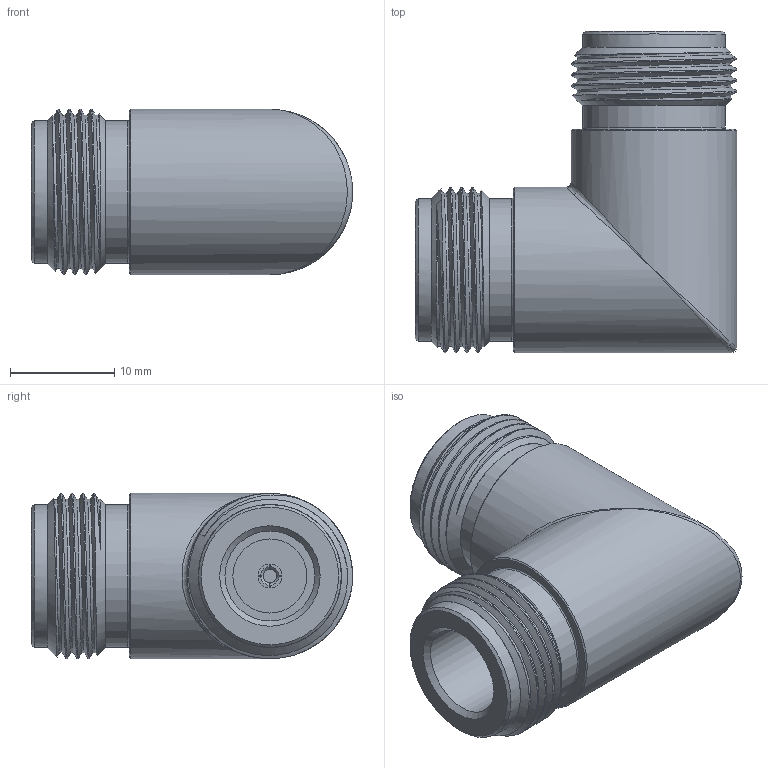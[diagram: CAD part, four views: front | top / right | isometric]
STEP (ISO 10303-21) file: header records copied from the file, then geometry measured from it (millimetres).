
FILE_DESCRIPTION (( 'STEP AP203' ), '1' );
FILE_NAME ('PE9359_3D.step', '2020-07-23T14:37:34', ( '' ), ( '' ), 'SwSTEP 2.0', 'SolidWorks 2018', '' );
FILE_SCHEMA (( 'CONFIG_CONTROL_DESIGN' ));
Length unit declared in the file: inch
Products named in the file (1): PE9359_3D
Bounding box: 30.84 x 30.84 x 15.88 mm (x, y, z)
Volume: 7263.2 mm3; surface area: 3621.2 mm2
Topology: 1 solids, 1 shells, 100 faces, 246 edges, 156 vertices
Faces by surface type: plane 38, cylinder 32, cone 20, bspline 8, torus 2
Full cylindrical faces by diameter (mm): 1.27 x2, 2.286 x2, 7.112 x2, 8.636 x2, 13.716 x4, 15.875 x2
Entity records: 6979 total; most frequent: CARTESIAN_POINT 4967, ORIENTED_EDGE 412, DIRECTION 346, EDGE_CURVE 206, AXIS2_PLACEMENT_3D 153, VERTEX_POINT 148, EDGE_LOOP 136, FACE_OUTER_BOUND 114
